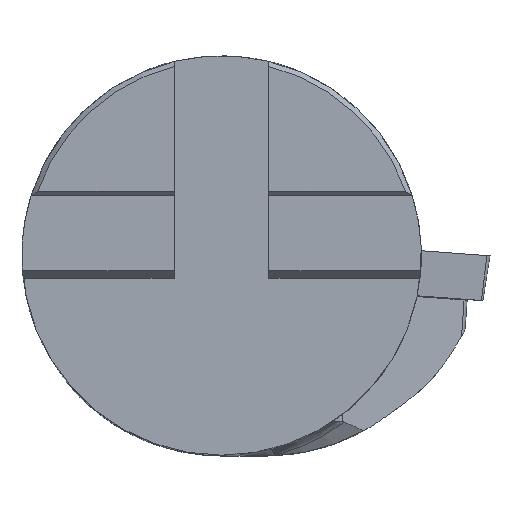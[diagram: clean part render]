
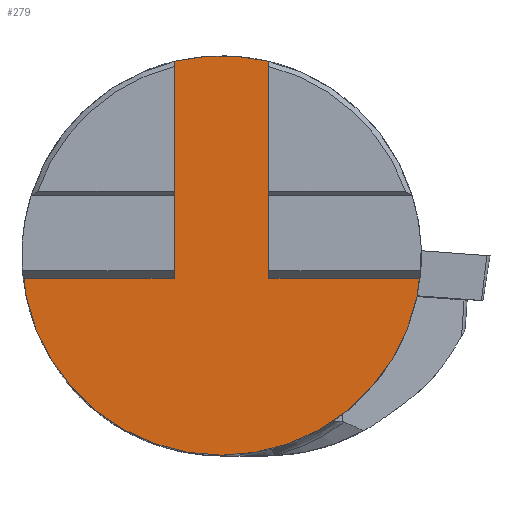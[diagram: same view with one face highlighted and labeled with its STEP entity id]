
A CAD part, top view. The second image highlights one B-rep face of the part: STEP entity #279.
In plain terms, the highlighted planar face has unit normal (0, 0, 1).
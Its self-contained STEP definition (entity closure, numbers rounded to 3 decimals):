
#191=CIRCLE('',#1887,20.);
#194=CIRCLE('',#1892,20.);
#279=ADVANCED_FACE('',(#425),#355,.F.);
#355=PLANE('',#1950);
#425=FACE_OUTER_BOUND('',#514,.T.);
#514=EDGE_LOOP('',(#1069,#1070,#1071,#1072,#1073,#1074));
#635=LINE('',#2983,#765);
#639=LINE('',#2991,#769);
#643=LINE('',#2999,#773);
#644=LINE('',#3001,#774);
#765=VECTOR('',#2282,1.);
#769=VECTOR('',#2288,1.);
#773=VECTOR('',#2300,1.);
#774=VECTOR('',#2303,1.);
#1069=ORIENTED_EDGE('',*,*,#1654,.F.);
#1070=ORIENTED_EDGE('',*,*,#1573,.T.);
#1071=ORIENTED_EDGE('',*,*,#1653,.F.);
#1072=ORIENTED_EDGE('',*,*,#1649,.F.);
#1073=ORIENTED_EDGE('',*,*,#1567,.T.);
#1074=ORIENTED_EDGE('',*,*,#1645,.T.);
#1391=VERTEX_POINT('',#2716);
#1392=VERTEX_POINT('',#2718);
#1396=VERTEX_POINT('',#2727);
#1397=VERTEX_POINT('',#2729);
#1442=VERTEX_POINT('',#2982);
#1443=VERTEX_POINT('',#2986);
#1567=EDGE_CURVE('',#1392,#1391,#191,.T.);
#1573=EDGE_CURVE('',#1397,#1396,#194,.T.);
#1645=EDGE_CURVE('',#1391,#1442,#635,.T.);
#1649=EDGE_CURVE('',#1392,#1443,#639,.T.);
#1653=EDGE_CURVE('',#1443,#1396,#643,.T.);
#1654=EDGE_CURVE('',#1397,#1442,#644,.T.);
#1887=AXIS2_PLACEMENT_3D('',#2717,#2147,#2148);
#1892=AXIS2_PLACEMENT_3D('',#2728,#2158,#2159);
#1950=AXIS2_PLACEMENT_3D('',#3002,#2304,#2305);
#2147=DIRECTION('',(0.,0.,1.));
#2148=DIRECTION('',(1.,0.,0.));
#2158=DIRECTION('',(0.,0.,1.));
#2159=DIRECTION('',(1.,0.,0.));
#2282=DIRECTION('',(0.,-1.,0.));
#2288=DIRECTION('',(0.,-1.,0.));
#2300=DIRECTION('',(1.,0.,0.));
#2303=DIRECTION('',(1.,0.,0.));
#2304=DIRECTION('',(0.,0.,-1.));
#2305=DIRECTION('',(1.,0.,0.));
#2716=CARTESIAN_POINT('',(-7.275,18.63,-4.7));
#2717=CARTESIAN_POINT('',(0.,0.,-4.7));
#2718=CARTESIAN_POINT('',(7.275,18.63,-4.7));
#2727=CARTESIAN_POINT('',(19.987,-0.73,-4.7));
#2728=CARTESIAN_POINT('',(0.,0.,-4.7));
#2729=CARTESIAN_POINT('',(-19.987,-0.73,-4.7));
#2982=CARTESIAN_POINT('',(-7.275,-0.73,-4.7));
#2983=CARTESIAN_POINT('',(-7.275,25.,-4.7));
#2986=CARTESIAN_POINT('',(7.275,-0.73,-4.7));
#2991=CARTESIAN_POINT('',(7.275,25.,-4.7));
#2999=CARTESIAN_POINT('',(-23.629,-0.73,-4.7));
#3001=CARTESIAN_POINT('',(-23.629,-0.73,-4.7));
#3002=CARTESIAN_POINT('',(7.275,25.,-4.7));
